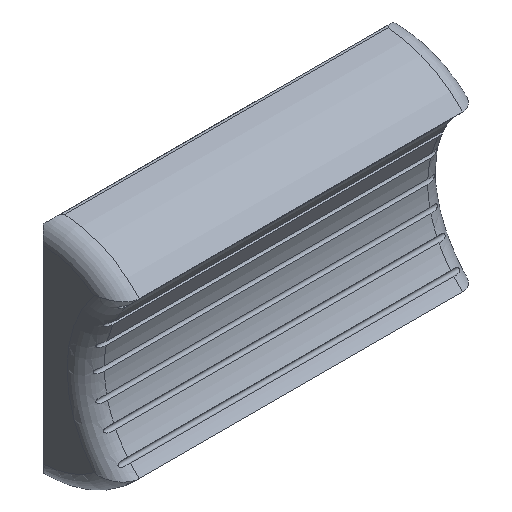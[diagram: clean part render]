
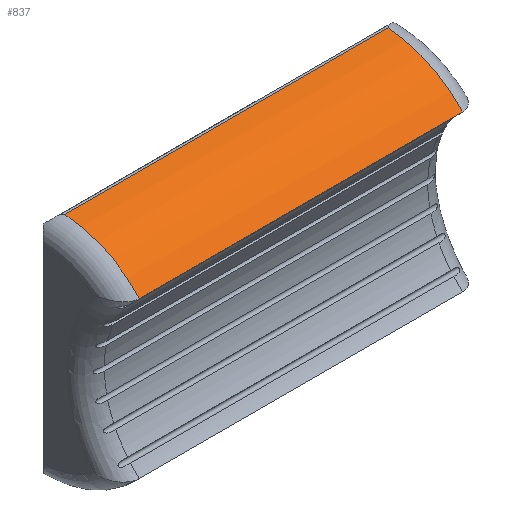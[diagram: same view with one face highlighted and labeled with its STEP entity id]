
A CAD part, isometric view. The second image highlights one B-rep face of the part: STEP entity #837.
In plain terms, the highlighted cylindrical face has radius 11.518 mm (diameter 23.036 mm), a partial arc.
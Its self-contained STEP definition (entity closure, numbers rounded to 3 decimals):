
#17=CYLINDRICAL_SURFACE('',#903,11.518);
#41=LINE('',#1262,#111);
#42=LINE('',#1275,#112);
#111=VECTOR('',#986,10.);
#112=VECTOR('',#989,10.);
#205=FACE_OUTER_BOUND('',#255,.T.);
#255=EDGE_LOOP('',(#594,#595,#596,#597));
#304=CIRCLE('',#899,11.518);
#305=CIRCLE('',#904,11.518);
#365=VERTEX_POINT('',#1202);
#366=VERTEX_POINT('',#1207);
#375=VERTEX_POINT('',#1261);
#376=VERTEX_POINT('',#1274);
#447=EDGE_CURVE('',#365,#366,#304,.T.);
#459=EDGE_CURVE('',#366,#375,#41,.T.);
#461=EDGE_CURVE('',#365,#376,#42,.T.);
#462=EDGE_CURVE('',#375,#376,#305,.T.);
#594=ORIENTED_EDGE('',*,*,#447,.F.);
#595=ORIENTED_EDGE('',*,*,#461,.T.);
#596=ORIENTED_EDGE('',*,*,#462,.F.);
#597=ORIENTED_EDGE('',*,*,#459,.F.);
#837=ADVANCED_FACE('',(#205),#17,.T.);
#899=AXIS2_PLACEMENT_3D('',#1208,#971,#972);
#903=AXIS2_PLACEMENT_3D('',#1273,#987,#988);
#904=AXIS2_PLACEMENT_3D('',#1276,#990,#991);
#971=DIRECTION('center_axis',(-1.,0.,0.));
#972=DIRECTION('ref_axis',(0.,-0.349,0.937));
#986=DIRECTION('',(1.,0.,0.));
#987=DIRECTION('center_axis',(1.,0.,0.));
#988=DIRECTION('ref_axis',(0.,-0.051,0.999));
#989=DIRECTION('',(1.,0.,0.));
#990=DIRECTION('center_axis',(1.,0.,0.));
#991=DIRECTION('ref_axis',(0.,-0.349,0.937));
#1202=CARTESIAN_POINT('',(2.,-9.937,20.297));
#1207=CARTESIAN_POINT('',(2.,-1.976,24.08));
#1208=CARTESIAN_POINT('Origin',(2.,-1.389,12.577));
#1261=CARTESIAN_POINT('',(36.5,-1.976,24.08));
#1262=CARTESIAN_POINT('',(0.,-1.976,24.08));
#1273=CARTESIAN_POINT('Origin',(0.,-1.389,12.577));
#1274=CARTESIAN_POINT('',(36.5,-9.937,20.297));
#1275=CARTESIAN_POINT('',(0.,-9.937,20.297));
#1276=CARTESIAN_POINT('Origin',(36.5,-1.389,12.577));
